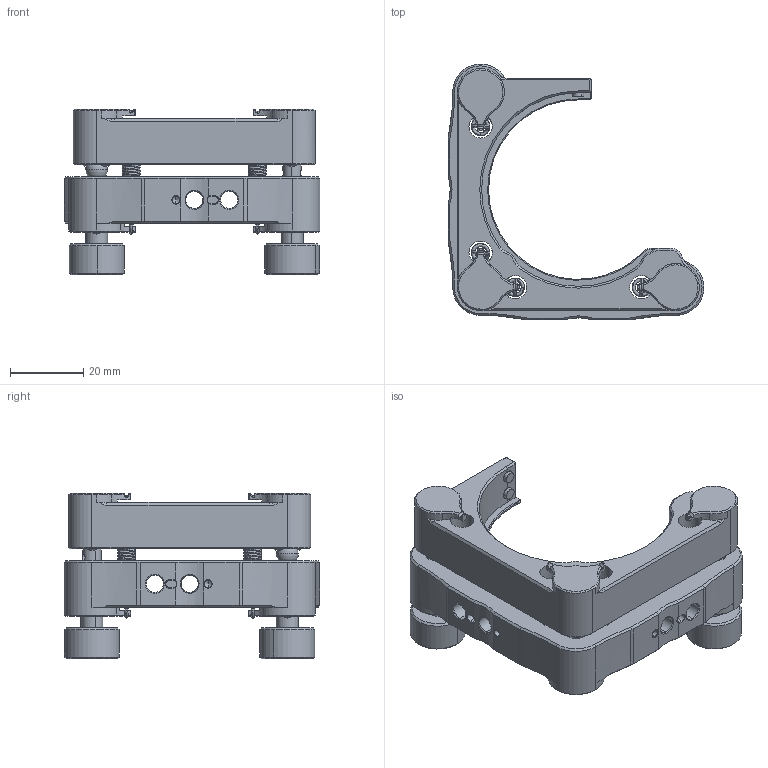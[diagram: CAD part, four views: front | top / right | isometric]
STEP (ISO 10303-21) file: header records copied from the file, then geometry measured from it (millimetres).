
FILE_DESCRIPTION (( 'STEP AP203' ), '1' );
FILE_NAME ('1.1.19.37-ZJD-K2.0-2L.STEP', '2024-05-31T06:26:58', ( '' ), ( '' ), 'SwSTEP 2.0', 'SolidWorks 2021', '' );
FILE_SCHEMA (( 'CONFIG_CONTROL_DESIGN' ));
Length unit declared in the file: millimetre
Products named in the file (11): DXVS，真空M6x0.25细牙螺丝，Rev.A_3.2.11.2-DXVS-0625-26.6; DXVS，真空型M6x0.25六角调节器，零部件，Rev.A_3.2.11.2.1-DXVS-0625-26.6; 32.5.1-6，蓝宝石垫片，A_32.5.3-QL-φ4x0.6; 31.1.31_TL-φ5x23-0.8，2_φ5x17-0.8，双向拉簧，A; 1.1.19.37-ZJD-K2.0-2L; DXG，平面螺纹旋钮_3.2.10.19-DXG-M0625-15-8.5S; 1.1.19.37.1_开口式不锈钢光学调整架前面板，用于φ2英寸光学元件，左手系; 替代进口不锈钢光学调整架挠性臂后面板，用于φ2英寸光学元件，A_1.1.20.19.1，替代进口不锈钢光学调整架挠性夹紧后面板，用于φ2英寸光学元件，两轴; 30.8.8-14，M4尼龙头顶丝，A_30.8.8-LNJ4*4; 36.1，440c不锈钢滚珠_36.1.8_GZ-B6; 36.1，440c不锈钢滚珠_36.1.6_GZ-B4
Assembly tree (21 placements, depth 3):
  1.1.19.37-ZJD-K2.0-2L
    替代进口不锈钢光学调整架挠性臂后面板，用于φ2英寸光学元件，A_1.1.20.19.1，替代进口不锈钢光学调整架挠性夹紧后面板，用于φ2英寸光学元件，两轴
    1.1.19.37.1_开口式不锈钢光学调整架前面板，用于φ2英寸光学元件，左手系
    32.5.1-6，蓝宝石垫片，A_32.5.3-QL-φ4x0.6  x6
    DXG，平面螺纹旋钮_3.2.10.19-DXG-M0625-15-8.5S  x2
    DXVS，真空M6x0.25细牙螺丝，Rev.A_3.2.11.2-DXVS-0625-26.6  x2
      DXVS，真空型M6x0.25六角调节器，零部件，Rev.A_3.2.11.2.1-DXVS-0625-26.6
      36.1，440c不锈钢滚珠_36.1.6_GZ-B4
    31.1.31_TL-φ5x23-0.8，2_φ5x17-0.8，双向拉簧，A  x4
    30.8.8-14，M4尼龙头顶丝，A_30.8.8-LNJ4*4  x2
    36.1，440c不锈钢滚珠_36.1.8_GZ-B6
Bounding box: 69.85 x 69.85 x 45.25 mm (x, y, z)
Volume: 37811.8 mm3; surface area: 22525.9 mm2
Topology: 21 solids, 21 shells, 724 faces, 1850 edges, 1159 vertices
Faces by surface type: cone 220, plane 193, cylinder 187, bspline 66, torus 52, sphere 6
Entity records: 28872 total; most frequent: CARTESIAN_POINT 13401, ORIENTED_EDGE 3020, DIRECTION 2901, EDGE_CURVE 1510, AXIS2_PLACEMENT_3D 1164, VERTEX_POINT 952, EDGE_LOOP 616, CIRCLE 610
